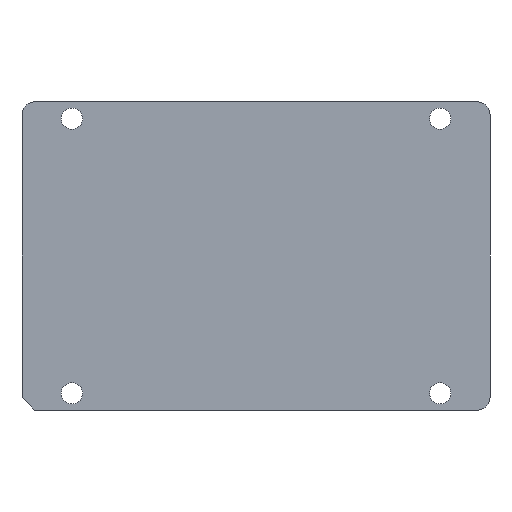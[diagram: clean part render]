
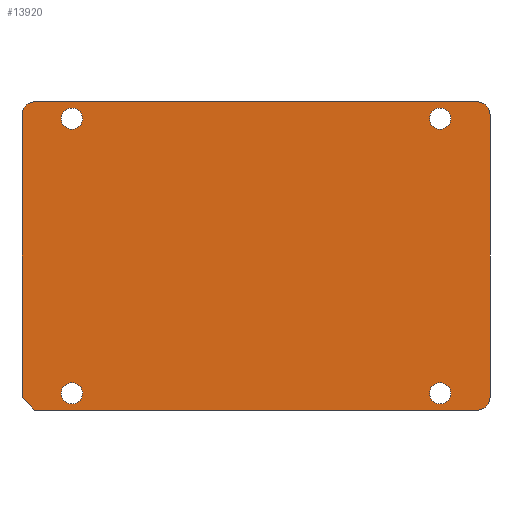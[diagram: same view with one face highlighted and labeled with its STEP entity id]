
A CAD part, front view. The second image highlights one B-rep face of the part: STEP entity #13920.
In plain terms, the highlighted planar face has unit normal (0, -1, 0).
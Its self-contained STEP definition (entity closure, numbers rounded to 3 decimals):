
#723=VECTOR('',#16089,1.);
#1044=VECTOR('',#16761,1.);
#1058=VECTOR('',#16801,1.);
#1060=VECTOR('',#16808,1.);
#1061=VECTOR('',#16809,1.);
#2437=LINE('',#20095,#723);
#2758=LINE('',#20974,#1044);
#2772=LINE('',#21014,#1058);
#2774=LINE('',#21020,#1060);
#2775=LINE('',#21021,#1061);
#3785=PLANE('',#14829);
#4544=VERTEX_POINT('',#20094);
#4545=VERTEX_POINT('',#20096);
#4902=VERTEX_POINT('',#20967);
#4903=VERTEX_POINT('',#20969);
#4904=VERTEX_POINT('',#20973);
#4908=VERTEX_POINT('',#20986);
#4915=VERTEX_POINT('',#21013);
#4916=VERTEX_POINT('',#21017);
#4917=VERTEX_POINT('',#21023);
#4918=VERTEX_POINT('',#21025);
#4919=VERTEX_POINT('',#21027);
#4920=VERTEX_POINT('',#21029);
#5525=CIRCLE('',#14810,2.);
#5527=CIRCLE('',#14815,2.);
#5533=CIRCLE('',#14828,2.);
#5534=CIRCLE('',#14830,1.65);
#5535=CIRCLE('',#14831,1.65);
#5536=CIRCLE('',#14832,1.65);
#5537=CIRCLE('',#14833,1.65);
#6263=EDGE_CURVE('',#4544,#4545,#2437,.T.);
#6715=EDGE_CURVE('',#4902,#4903,#5525,.T.);
#6718=EDGE_CURVE('',#4904,#4902,#2758,.T.);
#6725=EDGE_CURVE('',#4908,#4904,#5527,.T.);
#6741=EDGE_CURVE('',#4915,#4544,#2772,.T.);
#6742=EDGE_CURVE('',#4545,#4916,#5533,.T.);
#6744=EDGE_CURVE('',#4903,#4915,#2774,.T.);
#6745=EDGE_CURVE('',#4916,#4908,#2775,.T.);
#6746=EDGE_CURVE('',#4917,#4917,#5534,.T.);
#6747=EDGE_CURVE('',#4918,#4918,#5535,.T.);
#6748=EDGE_CURVE('',#4919,#4919,#5536,.T.);
#6749=EDGE_CURVE('',#4920,#4920,#5537,.T.);
#9810=ORIENTED_EDGE('',*,*,#6741,.F.);
#9811=ORIENTED_EDGE('',*,*,#6744,.F.);
#9812=ORIENTED_EDGE('',*,*,#6715,.F.);
#9813=ORIENTED_EDGE('',*,*,#6718,.F.);
#9814=ORIENTED_EDGE('',*,*,#6725,.F.);
#9815=ORIENTED_EDGE('',*,*,#6745,.F.);
#9816=ORIENTED_EDGE('',*,*,#6742,.F.);
#9817=ORIENTED_EDGE('',*,*,#6263,.F.);
#9818=ORIENTED_EDGE('',*,*,#6746,.T.);
#9819=ORIENTED_EDGE('',*,*,#6747,.T.);
#9820=ORIENTED_EDGE('',*,*,#6748,.T.);
#9821=ORIENTED_EDGE('',*,*,#6749,.T.);
#12157=EDGE_LOOP('',(#9810,#9811,#9812,#9813,#9814,#9815,#9816,#9817));
#12158=EDGE_LOOP('',(#9818));
#12159=EDGE_LOOP('',(#9819));
#12160=EDGE_LOOP('',(#9820));
#12161=EDGE_LOOP('',(#9821));
#13073=FACE_BOUND('',#12157,.T.);
#13074=FACE_BOUND('',#12158,.T.);
#13075=FACE_BOUND('',#12159,.T.);
#13076=FACE_BOUND('',#12160,.T.);
#13077=FACE_BOUND('',#12161,.T.);
#13920=ADVANCED_FACE('',(#13073,#13074,#13075,#13076,#13077),#3785,.F.);
#14810=AXIS2_PLACEMENT_3D('',#20968,#16756,#16757);
#14815=AXIS2_PLACEMENT_3D('',#20987,#16773,#16774);
#14828=AXIS2_PLACEMENT_3D('',#21016,#16804,#16805);
#14829=AXIS2_PLACEMENT_3D('',#21019,#16807,$);
#14830=AXIS2_PLACEMENT_3D('',#21022,#16810,#16811);
#14831=AXIS2_PLACEMENT_3D('',#21024,#16812,#16813);
#14832=AXIS2_PLACEMENT_3D('',#21026,#16814,#16815);
#14833=AXIS2_PLACEMENT_3D('',#21028,#16816,#16817);
#16089=DIRECTION('',(0.,0.,1.));
#16756=DIRECTION('',(0.,1.,0.));
#16757=DIRECTION('',(1.414,0.,-1.414));
#16761=DIRECTION('',(0.,0.,-1.));
#16773=DIRECTION('',(0.,1.,0.));
#16774=DIRECTION('',(1.414,0.,1.414));
#16801=DIRECTION('',(-0.707,0.,0.707));
#16804=DIRECTION('',(0.,1.,0.));
#16805=DIRECTION('',(-1.414,0.,1.414));
#16807=DIRECTION('',(0.,1.,0.));
#16808=DIRECTION('',(-1.,0.,0.));
#16809=DIRECTION('',(1.,0.,0.));
#16810=DIRECTION('',(0.,1.,0.));
#16811=DIRECTION('',(-1.65,0.,0.));
#16812=DIRECTION('',(0.,1.,0.));
#16813=DIRECTION('',(-1.65,0.,0.));
#16814=DIRECTION('',(0.,1.,0.));
#16815=DIRECTION('',(-1.65,0.,0.));
#16816=DIRECTION('',(0.,1.,0.));
#16817=DIRECTION('',(-1.65,0.,0.));
#20094=CARTESIAN_POINT('',(-36.35,-1.7,-21.95));
#20095=CARTESIAN_POINT('',(-36.35,-1.7,-23.95));
#20096=CARTESIAN_POINT('',(-36.35,-1.7,21.95));
#20967=CARTESIAN_POINT('',(36.35,-1.7,-21.95));
#20968=CARTESIAN_POINT('',(34.35,-1.7,-21.95));
#20969=CARTESIAN_POINT('',(34.35,-1.7,-23.95));
#20973=CARTESIAN_POINT('',(36.35,-1.7,21.95));
#20974=CARTESIAN_POINT('',(36.35,-1.7,23.95));
#20986=CARTESIAN_POINT('',(34.35,-1.7,23.95));
#20987=CARTESIAN_POINT('',(34.35,-1.7,21.95));
#21013=CARTESIAN_POINT('',(-34.35,-1.7,-23.95));
#21014=CARTESIAN_POINT('',(-32.25,-1.7,-26.05));
#21016=CARTESIAN_POINT('',(-34.35,-1.7,21.95));
#21017=CARTESIAN_POINT('',(-34.35,-1.7,23.95));
#21019=CARTESIAN_POINT('',(0.,-1.7,0.));
#21020=CARTESIAN_POINT('',(36.35,-1.7,-23.95));
#21021=CARTESIAN_POINT('',(-36.35,-1.7,23.95));
#21022=CARTESIAN_POINT('',(-28.6,-1.7,-21.325));
#21023=CARTESIAN_POINT('',(-26.95,-1.7,-21.325));
#21024=CARTESIAN_POINT('',(28.6,-1.7,21.325));
#21025=CARTESIAN_POINT('',(30.25,-1.7,21.325));
#21026=CARTESIAN_POINT('',(-28.6,-1.7,21.325));
#21027=CARTESIAN_POINT('',(-26.95,-1.7,21.325));
#21028=CARTESIAN_POINT('',(28.6,-1.7,-21.325));
#21029=CARTESIAN_POINT('',(30.25,-1.7,-21.325));
